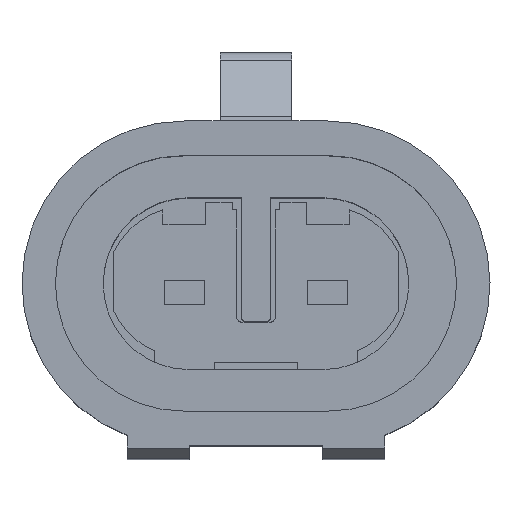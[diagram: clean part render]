
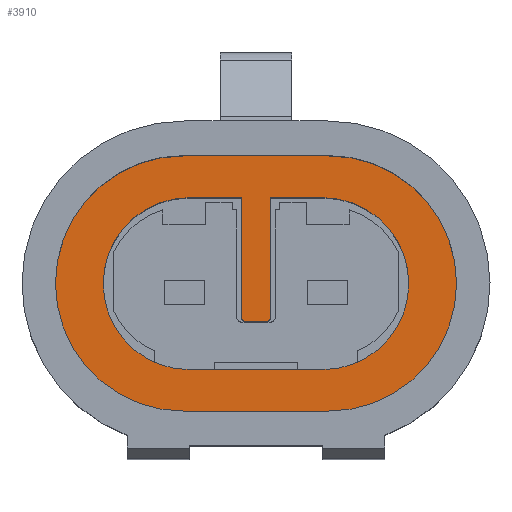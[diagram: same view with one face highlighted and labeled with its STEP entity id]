
A CAD part, top view. The second image highlights one B-rep face of the part: STEP entity #3910.
In plain terms, the highlighted planar face has unit normal (0, 0, 1).
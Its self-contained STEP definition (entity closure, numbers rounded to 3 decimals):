
#3 = VERTEX_POINT ( 'NONE', #1640 ) ;
#17 = CARTESIAN_POINT ( 'NONE',  ( -2.8, 3.6, -8. ) ) ;
#35 = VERTEX_POINT ( 'NONE', #2540 ) ;
#42 = DIRECTION ( 'NONE',  ( 0., -1., 0. ) ) ;
#51 = EDGE_CURVE ( 'NONE', #5560, #4286, #3436, .T. ) ;
#66 = CARTESIAN_POINT ( 'NONE',  ( 0.6, 3.6, -8. ) ) ;
#82 = DIRECTION ( 'NONE',  ( 0., 1., 0. ) ) ;
#92 = ORIENTED_EDGE ( 'NONE', *, *, #1393, .F. ) ;
#101 = PLANE ( 'NONE',  #1388 ) ;
#269 = VECTOR ( 'NONE', #1806, 1000. ) ;
#315 = CARTESIAN_POINT ( 'NONE',  ( 3.05, 0., -8. ) ) ;
#363 = CARTESIAN_POINT ( 'NONE',  ( -0.6, 3.6, -8. ) ) ;
#387 = VECTOR ( 'NONE', #4188, 1000. ) ;
#444 = DIRECTION ( 'NONE',  ( 0., -1., 0. ) ) ;
#469 = CARTESIAN_POINT ( 'NONE',  ( 3.05, 5.35, -8. ) ) ;
#528 = DIRECTION ( 'NONE',  ( 0., 0., 1. ) ) ;
#560 = DIRECTION ( 'NONE',  ( 0., 0., 1. ) ) ;
#577 = CARTESIAN_POINT ( 'NONE',  ( -2.8, -3.6, -8. ) ) ;
#703 = EDGE_CURVE ( 'NONE', #2922, #3, #3453, .T. ) ;
#864 = CARTESIAN_POINT ( 'NONE',  ( 0.4, -1.4, -8. ) ) ;
#867 = CIRCLE ( 'NONE', #2051, 5.35 ) ;
#916 = LINE ( 'NONE', #469, #387 ) ;
#918 = DIRECTION ( 'NONE',  ( -1., 0., 0. ) ) ;
#928 = DIRECTION ( 'NONE',  ( -1., 0., 0. ) ) ;
#982 = VERTEX_POINT ( 'NONE', #577 ) ;
#1000 = CARTESIAN_POINT ( 'NONE',  ( -2.8, 0., -8. ) ) ;
#1010 = CARTESIAN_POINT ( 'NONE',  ( 3.05, -5.35, -8. ) ) ;
#1052 = FACE_BOUND ( 'NONE', #2914, .T. ) ;
#1059 = EDGE_CURVE ( 'NONE', #3398, #982, #3394, .T. ) ;
#1237 = ORIENTED_EDGE ( 'NONE', *, *, #5217, .F. ) ;
#1260 = CIRCLE ( 'NONE', #4691, 5.35 ) ;
#1321 = CARTESIAN_POINT ( 'NONE',  ( -0.6, -1.4, -8. ) ) ;
#1332 = LINE ( 'NONE', #1840, #4252 ) ;
#1364 = CARTESIAN_POINT ( 'NONE',  ( -0.6, -1.4, -8. ) ) ;
#1367 = VECTOR ( 'NONE', #4904, 1000. ) ;
#1388 = AXIS2_PLACEMENT_3D ( 'NONE', #5681, #3867, #5740 ) ;
#1393 = EDGE_CURVE ( 'NONE', #982, #2922, #5259, .T. ) ;
#1401 = AXIS2_PLACEMENT_3D ( 'NONE', #1000, #528, #82 ) ;
#1538 = CIRCLE ( 'NONE', #5655, 5.35 ) ;
#1607 = DIRECTION ( 'NONE',  ( 0., 0., 1. ) ) ;
#1616 = ORIENTED_EDGE ( 'NONE', *, *, #2113, .F. ) ;
#1634 = ORIENTED_EDGE ( 'NONE', *, *, #4505, .F. ) ;
#1640 = CARTESIAN_POINT ( 'NONE',  ( 2.8, 3.6, -8. ) ) ;
#1771 = ORIENTED_EDGE ( 'NONE', *, *, #5183, .T. ) ;
#1806 = DIRECTION ( 'NONE',  ( 0., 1., 0. ) ) ;
#1840 = CARTESIAN_POINT ( 'NONE',  ( 2.8, 3.6, -8. ) ) ;
#2024 = VERTEX_POINT ( 'NONE', #3390 ) ;
#2051 = AXIS2_PLACEMENT_3D ( 'NONE', #315, #1607, #2628 ) ;
#2113 = EDGE_CURVE ( 'NONE', #2185, #4084, #4381, .T. ) ;
#2147 = CARTESIAN_POINT ( 'NONE',  ( -2.8, -3.6, -8. ) ) ;
#2185 = VERTEX_POINT ( 'NONE', #3673 ) ;
#2308 = DIRECTION ( 'NONE',  ( 0., -1., 0. ) ) ;
#2311 = AXIS2_PLACEMENT_3D ( 'NONE', #864, #5516, #2308 ) ;
#2362 = LINE ( 'NONE', #5628, #4092 ) ;
#2372 = CARTESIAN_POINT ( 'NONE',  ( -3.05, 0., -8. ) ) ;
#2447 = VERTEX_POINT ( 'NONE', #3376 ) ;
#2450 = CARTESIAN_POINT ( 'NONE',  ( -3.05, 0., -8. ) ) ;
#2531 = EDGE_CURVE ( 'NONE', #2849, #3398, #5422, .T. ) ;
#2540 = CARTESIAN_POINT ( 'NONE',  ( -8.4, 0., -8. ) ) ;
#2628 = DIRECTION ( 'NONE',  ( 0., -1., 0. ) ) ;
#2638 = ORIENTED_EDGE ( 'NONE', *, *, #5767, .T. ) ;
#2753 = ORIENTED_EDGE ( 'NONE', *, *, #3040, .T. ) ;
#2762 = CARTESIAN_POINT ( 'NONE',  ( 2.8, 0., -8. ) ) ;
#2832 = DIRECTION ( 'NONE',  ( 0., 1., 0. ) ) ;
#2849 = VERTEX_POINT ( 'NONE', #5357 ) ;
#2914 = EDGE_LOOP ( 'NONE', ( #92, #5530, #5497, #5718, #3105, #1616, #2638, #1237, #1634, #3826 ) ) ;
#2922 = VERTEX_POINT ( 'NONE', #3685 ) ;
#3040 = EDGE_CURVE ( 'NONE', #2024, #35, #1538, .T. ) ;
#3105 = ORIENTED_EDGE ( 'NONE', *, *, #5458, .T. ) ;
#3271 = AXIS2_PLACEMENT_3D ( 'NONE', #2762, #4620, #444 ) ;
#3360 = ORIENTED_EDGE ( 'NONE', *, *, #3427, .T. ) ;
#3367 = CARTESIAN_POINT ( 'NONE',  ( -3.05, -5.35, -8. ) ) ;
#3376 = CARTESIAN_POINT ( 'NONE',  ( 3.05, 5.35, -8. ) ) ;
#3390 = CARTESIAN_POINT ( 'NONE',  ( -3.05, 5.35, -8. ) ) ;
#3394 = CIRCLE ( 'NONE', #1401, 3.6 ) ;
#3398 = VERTEX_POINT ( 'NONE', #17 ) ;
#3427 = EDGE_CURVE ( 'NONE', #2447, #2024, #916, .T. ) ;
#3436 = LINE ( 'NONE', #4832, #5080 ) ;
#3453 = CIRCLE ( 'NONE', #3271, 3.6 ) ;
#3568 = DIRECTION ( 'NONE',  ( -1., 0., 0. ) ) ;
#3574 = VECTOR ( 'NONE', #5408, 1000. ) ;
#3577 = VERTEX_POINT ( 'NONE', #5811 ) ;
#3668 = ORIENTED_EDGE ( 'NONE', *, *, #5227, .T. ) ;
#3673 = CARTESIAN_POINT ( 'NONE',  ( 0.4, -1.6, -8. ) ) ;
#3685 = CARTESIAN_POINT ( 'NONE',  ( 2.8, -3.6, -8. ) ) ;
#3723 = DIRECTION ( 'NONE',  ( 0., 0., 1. ) ) ;
#3792 = VERTEX_POINT ( 'NONE', #1321 ) ;
#3826 = ORIENTED_EDGE ( 'NONE', *, *, #703, .F. ) ;
#3847 = DIRECTION ( 'NONE',  ( 0., 0., 1. ) ) ;
#3867 = DIRECTION ( 'NONE',  ( 0., 0., 1. ) ) ;
#3892 = CARTESIAN_POINT ( 'NONE',  ( 0.4, -1.6, -8. ) ) ;
#3910 = ADVANCED_FACE ( 'NONE', ( #4257, #1052 ), #101, .T. ) ;
#4084 = VERTEX_POINT ( 'NONE', #4634 ) ;
#4092 = VECTOR ( 'NONE', #42, 1000. ) ;
#4188 = DIRECTION ( 'NONE',  ( -1., 0., 0. ) ) ;
#4252 = VECTOR ( 'NONE', #918, 1000. ) ;
#4257 = FACE_OUTER_BOUND ( 'NONE', #5462, .T. ) ;
#4286 = VERTEX_POINT ( 'NONE', #1010 ) ;
#4381 = LINE ( 'NONE', #3892, #1367 ) ;
#4505 = EDGE_CURVE ( 'NONE', #3, #5409, #1332, .T. ) ;
#4584 = EDGE_CURVE ( 'NONE', #3792, #2849, #5513, .T. ) ;
#4620 = DIRECTION ( 'NONE',  ( 0., 0., 1. ) ) ;
#4634 = CARTESIAN_POINT ( 'NONE',  ( -0.4, -1.6, -8. ) ) ;
#4691 = AXIS2_PLACEMENT_3D ( 'NONE', #2450, #3847, #2832 ) ;
#4723 = DIRECTION ( 'NONE',  ( 0., 1., 0. ) ) ;
#4832 = CARTESIAN_POINT ( 'NONE',  ( -3.05, -5.35, -8. ) ) ;
#4904 = DIRECTION ( 'NONE',  ( -1., 0., 0. ) ) ;
#4922 = VECTOR ( 'NONE', #3568, 1000. ) ;
#4941 = CIRCLE ( 'NONE', #2311, 0.2 ) ;
#5080 = VECTOR ( 'NONE', #5277, 1000. ) ;
#5122 = CARTESIAN_POINT ( 'NONE',  ( -0.4, -1.4, -8. ) ) ;
#5183 = EDGE_CURVE ( 'NONE', #35, #5560, #1260, .T. ) ;
#5217 = EDGE_CURVE ( 'NONE', #5409, #3577, #2362, .T. ) ;
#5227 = EDGE_CURVE ( 'NONE', #4286, #2447, #867, .T. ) ;
#5259 = LINE ( 'NONE', #2147, #3574 ) ;
#5277 = DIRECTION ( 'NONE',  ( 1., 0., 0. ) ) ;
#5357 = CARTESIAN_POINT ( 'NONE',  ( -0.6, 3.6, -8. ) ) ;
#5408 = DIRECTION ( 'NONE',  ( 1., 0., 0. ) ) ;
#5409 = VERTEX_POINT ( 'NONE', #66 ) ;
#5422 = LINE ( 'NONE', #363, #4922 ) ;
#5432 = ORIENTED_EDGE ( 'NONE', *, *, #51, .T. ) ;
#5458 = EDGE_CURVE ( 'NONE', #3792, #4084, #5559, .T. ) ;
#5462 = EDGE_LOOP ( 'NONE', ( #3360, #2753, #1771, #5432, #3668 ) ) ;
#5497 = ORIENTED_EDGE ( 'NONE', *, *, #2531, .F. ) ;
#5513 = LINE ( 'NONE', #1364, #269 ) ;
#5516 = DIRECTION ( 'NONE',  ( 0., 0., 1. ) ) ;
#5530 = ORIENTED_EDGE ( 'NONE', *, *, #1059, .F. ) ;
#5559 = CIRCLE ( 'NONE', #5660, 0.2 ) ;
#5560 = VERTEX_POINT ( 'NONE', #3367 ) ;
#5628 = CARTESIAN_POINT ( 'NONE',  ( 0.6, 3.6, -8. ) ) ;
#5655 = AXIS2_PLACEMENT_3D ( 'NONE', #2372, #560, #4723 ) ;
#5660 = AXIS2_PLACEMENT_3D ( 'NONE', #5122, #3723, #928 ) ;
#5681 = CARTESIAN_POINT ( 'NONE',  ( 0., 0., -8. ) ) ;
#5718 = ORIENTED_EDGE ( 'NONE', *, *, #4584, .F. ) ;
#5740 = DIRECTION ( 'NONE',  ( 1., 0., 0. ) ) ;
#5767 = EDGE_CURVE ( 'NONE', #2185, #3577, #4941, .T. ) ;
#5811 = CARTESIAN_POINT ( 'NONE',  ( 0.6, -1.4, -8. ) ) ;
